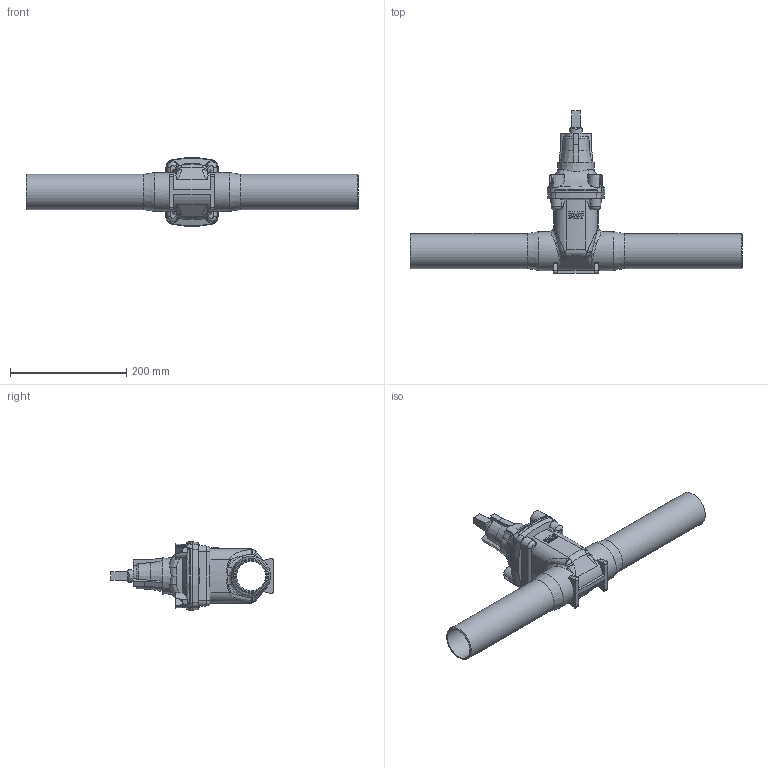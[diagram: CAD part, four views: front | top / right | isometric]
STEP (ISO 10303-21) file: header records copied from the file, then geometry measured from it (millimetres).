
FILE_DESCRIPTION (( 'STEP AP203' ), '1' );
FILE_NAME ('O_46_70_DN050_X1X_AA0_step.step', '2015-12-17T12:32:24', ( 'Windows User' ), ( 'AVK' ), 'SwSTEP 2.0', 'SolidWorks 2012', '' );
FILE_SCHEMA (( 'CONFIG_CONTROL_DESIGN' ));
Length unit declared in the file: millimetre
Products named in the file (1): O_46_70_DN050_X1X_AA0_step
Bounding box: 570 x 278.8 x 117.11 mm (x, y, z)
Volume: 1492447.8 mm3; surface area: 267710.1 mm2
Topology: 1 solids, 1 shells, 280 faces, 752 edges, 477 vertices
Faces by surface type: plane 85, bspline 83, cone 66, cylinder 29, torus 13, sphere 4
Full cylindrical faces by diameter (mm): 21.6 x1, 50 x1, 54.5 x2, 60.3 x2, 67 x1
Entity records: 13742 total; most frequent: CARTESIAN_POINT 7749, ORIENTED_EDGE 1456, DIRECTION 933, EDGE_CURVE 728, VERTEX_POINT 472, AXIS2_PLACEMENT_3D 396, B_SPLINE_CURVE_WITH_KNOTS 345, EDGE_LOOP 304
